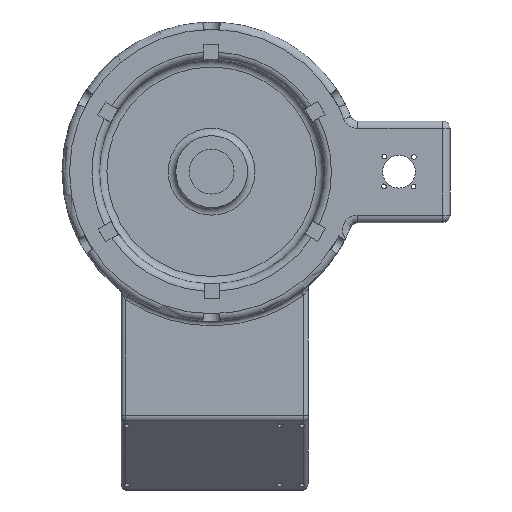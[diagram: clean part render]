
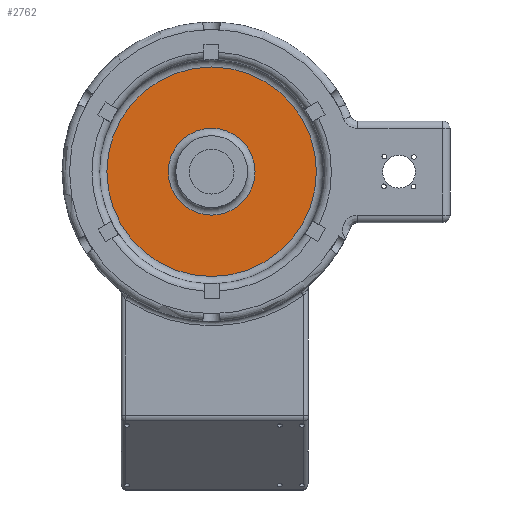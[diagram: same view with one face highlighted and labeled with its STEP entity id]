
A CAD part, top view. The second image highlights one B-rep face of the part: STEP entity #2762.
In plain terms, the highlighted planar face has unit normal (0, 0, 1).
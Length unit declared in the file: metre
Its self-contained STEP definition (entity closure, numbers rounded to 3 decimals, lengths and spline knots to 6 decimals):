
#842=ORIENTED_EDGE('',*,*,#1575,.T.);
#843=ORIENTED_EDGE('',*,*,#1576,.T.);
#1575=EDGE_CURVE('',#1940,#1940,#2099,.F.);
#1576=EDGE_CURVE('',#1941,#1941,#2100,.T.);
#1940=VERTEX_POINT('',#4702);
#1941=VERTEX_POINT('',#4704);
#2099=CIRCLE('',#3024,0.029);
#2100=CIRCLE('',#3025,0.07);
#2264=EDGE_LOOP('',(#842));
#2265=EDGE_LOOP('',(#843));
#2502=FACE_BOUND('',#2264,.T.);
#2503=FACE_BOUND('',#2265,.T.);
#2685=PLANE('',#3023);
#2762=ADVANCED_FACE('',(#2502,#2503),#2685,.T.);
#3023=AXIS2_PLACEMENT_3D('',#4700,#3573,#3574);
#3024=AXIS2_PLACEMENT_3D('',#4701,#3575,#3576);
#3025=AXIS2_PLACEMENT_3D('',#4703,#3577,#3578);
#3573=DIRECTION('',(0.,0.,1.));
#3574=DIRECTION('',(1.,0.,0.));
#3575=DIRECTION('',(0.,0.,1.));
#3576=DIRECTION('',(1.,0.,0.));
#3577=DIRECTION('',(0.,0.,1.));
#3578=DIRECTION('',(1.,0.,0.));
#4700=CARTESIAN_POINT('',(0.,0.,0.04));
#4701=CARTESIAN_POINT('',(0.,0.,0.04));
#4702=CARTESIAN_POINT('',(0.029,0.,0.04));
#4703=CARTESIAN_POINT('',(0.,0.,0.04));
#4704=CARTESIAN_POINT('',(0.07,0.,0.04));
